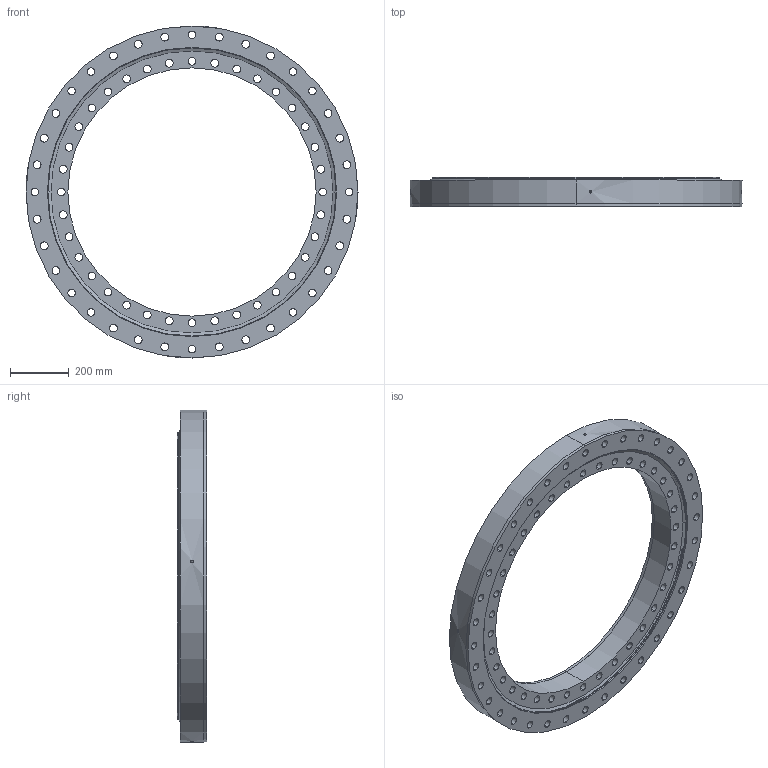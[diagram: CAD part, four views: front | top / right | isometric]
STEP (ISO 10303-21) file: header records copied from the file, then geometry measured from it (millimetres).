
FILE_DESCRIPTION (( 'STEP AP203' ), '1' );
FILE_NAME ('03-0980-02.STEP', '2017-12-26T15:14:22', ( 'defontaine' ), ( 'Hewlett-Packard Company' ), 'SwSTEP 2.0', 'SolidWorks 2016', '' );
FILE_SCHEMA (( 'CONFIG_CONTROL_DESIGN' ));
Length unit declared in the file: millimetre
Products named in the file (1): 03-0980-02
Bounding box: 1130.1 x 100 x 1130.1 mm (x, y, z)
Volume: 31130499.4 mm3; surface area: 2846810.6 mm2
Topology: 5 solids, 5 shells, 214 faces, 583 edges, 383 vertices
Faces by surface type: cylinder 172, torus 18, plane 14, cone 8, sphere 2
Entity records: 7821 total; most frequent: CARTESIAN_POINT 1701, DIRECTION 1374, ORIENTED_EDGE 1156, AXIS2_PLACEMENT_3D 597, EDGE_CURVE 578, CIRCLE 382, VERTEX_POINT 380, EDGE_LOOP 380
